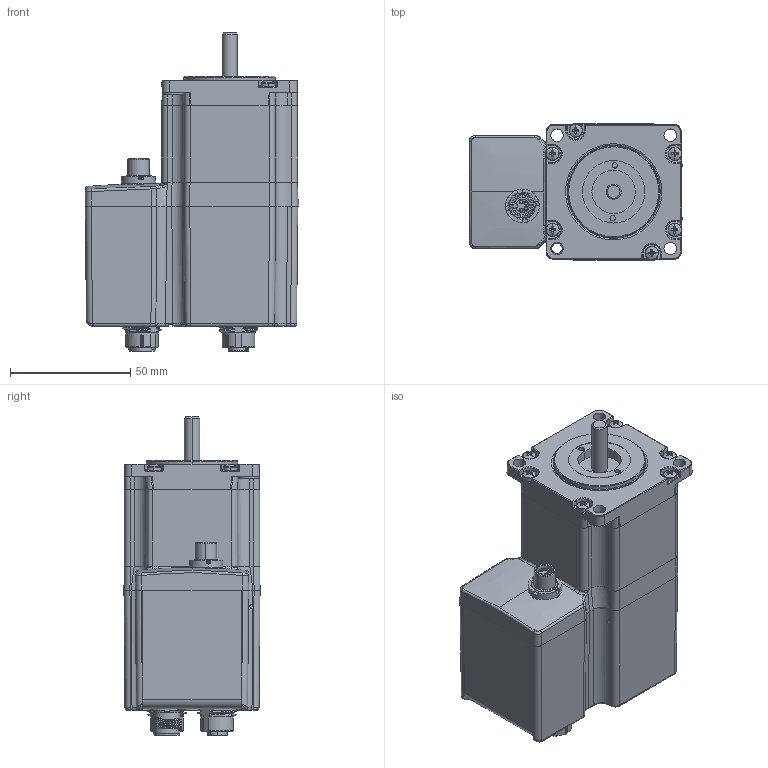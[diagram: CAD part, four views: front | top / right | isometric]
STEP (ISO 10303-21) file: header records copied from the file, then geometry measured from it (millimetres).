
FILE_DESCRIPTION (( 'STEP AP214' ), '1' );
FILE_NAME ('MIS231Q.STEP', '2021-07-15T21:14:52', ( '' ), ( '' ), 'SwSTEP 2.0', 'SolidWorks 2020', '' );
FILE_SCHEMA (( 'AUTOMOTIVE_DESIGN' ));
Length unit declared in the file: millimetre
Products named in the file (1): MIS231Q
Bounding box: 88.82 x 56.67 x 132.5 mm (x, y, z)
Volume: 382224.5 mm3; surface area: 44725.4 mm2
Topology: 3 solids, 21 shells, 2060 faces, 5145 edges, 3189 vertices
Faces by surface type: plane 864, cylinder 555, cone 257, bspline 219, torus 137, sphere 28
Entity records: 103106 total; most frequent: CARTESIAN_POINT 33636, ORIENTED_EDGE 10226, DIRECTION 9267, EDGE_CURVE 5113, AXIS2_PLACEMENT_3D 3446, VERTEX_POINT 3189, LINE 2375, VECTOR 2375
